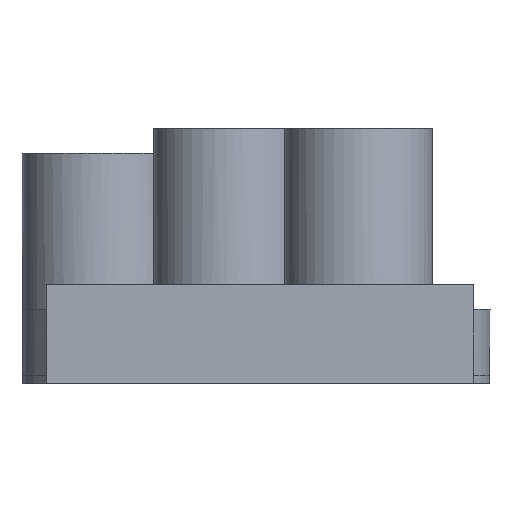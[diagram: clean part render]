
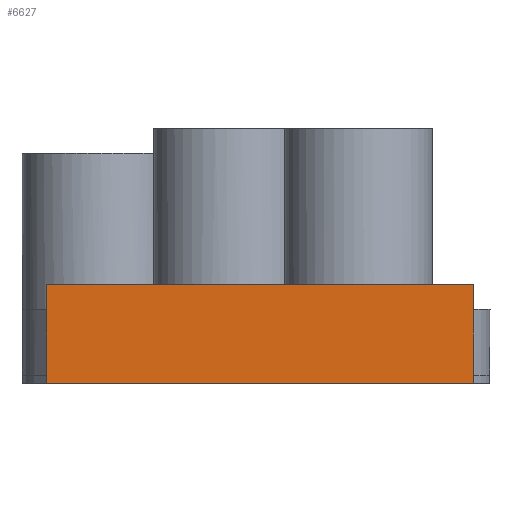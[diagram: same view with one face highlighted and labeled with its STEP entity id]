
A CAD part, left-side view. The second image highlights one B-rep face of the part: STEP entity #6627.
In plain terms, the highlighted free-form (B-spline) face has degree [1, 2] with [2, 3] control points.
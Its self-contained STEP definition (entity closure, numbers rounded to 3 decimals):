
#5303 = B_SPLINE_SURFACE_WITH_KNOTS('',1,1,(
    (#5304,#5305)
    ,(#5306,#5307
    )),.UNSPECIFIED.,.F.,.F.,.F.,(2,2),(2,2),(0.,32.13),(0.,30.52),
  .PIECEWISE_BEZIER_KNOTS.);
#5304 = CARTESIAN_POINT('',(-34.815,-4.26,6.));
#5305 = CARTESIAN_POINT('',(-34.815,26.26,6.));
#5306 = CARTESIAN_POINT('',(-2.685,-4.26,6.));
#5307 = CARTESIAN_POINT('',(-2.685,26.26,6.));
#5570 = B_SPLINE_SURFACE_WITH_KNOTS('',1,1,(
    (#5571,#5572)
    ,(#5573,#5574
    )),.UNSPECIFIED.,.F.,.F.,.F.,(2,2),(2,2),(0.,30.52),(0.,32.13),
  .PIECEWISE_BEZIER_KNOTS.);
#5571 = CARTESIAN_POINT('',(-34.815,-4.26,0.));
#5572 = CARTESIAN_POINT('',(-2.685,-4.26,0.));
#5573 = CARTESIAN_POINT('',(-34.815,26.26,0.));
#5574 = CARTESIAN_POINT('',(-2.685,26.26,0.));
#6509 = EDGE_CURVE('',#6510,#6512,#6514,.T.);
#6510 = VERTEX_POINT('',#6511);
#6511 = CARTESIAN_POINT('',(-34.5,26.,6.));
#6512 = VERTEX_POINT('',#6513);
#6513 = CARTESIAN_POINT('',(-34.5,26.,0.));
#6514 = SURFACE_CURVE('',#6515,(#6519,#6536),.PCURVE_S1.);
#6515 = LINE('',#6516,#6517);
#6516 = CARTESIAN_POINT('',(-34.5,26.,0.));
#6517 = VECTOR('',#6518,1.);
#6518 = DIRECTION('',(0.,0.,-1.));
#6519 = PCURVE('',#6520,#6531);
#6520 = ( BOUNDED_SURFACE() B_SPLINE_SURFACE(1,2,(
    (#6521,#6522,#6523,#6524,#6525)
    ,(#6526,#6527,#6528,#6529,#6530
)),.UNSPECIFIED.,.F.,.F.,.F.) B_SPLINE_SURFACE_WITH_KNOTS((2,2),(3,2,3),
  (0.,6.),(-31.695,-6.615,-0.58),
.UNSPECIFIED.) GEOMETRIC_REPRESENTATION_ITEM() RATIONAL_B_SPLINE_SURFACE
((
    (1.,1.,1.,0.783,1.)
,(1.,1.,1.,0.783,1.))) REPRESENTATION_ITEM('') SURFACE() );
#6521 = CARTESIAN_POINT('',(-34.5,26.,0.));
#6522 = CARTESIAN_POINT('',(-22.024,24.739,0.));
#6523 = CARTESIAN_POINT('',(-9.547,23.477,0.));
#6524 = CARTESIAN_POINT('',(-5.996,23.118,0.));
#6525 = CARTESIAN_POINT('',(-5.537,19.578,0.));
#6526 = CARTESIAN_POINT('',(-34.5,26.,6.));
#6527 = CARTESIAN_POINT('',(-22.024,24.739,6.));
#6528 = CARTESIAN_POINT('',(-9.547,23.477,6.));
#6529 = CARTESIAN_POINT('',(-5.996,23.118,6.));
#6530 = CARTESIAN_POINT('',(-5.537,19.578,6.));
#6531 = DEFINITIONAL_REPRESENTATION('',(#6532),#6535);
#6532 = B_SPLINE_CURVE_WITH_KNOTS('',1,(#6533,#6534),.UNSPECIFIED.,.F.,
  .F.,(2,2),(-6.,-0.),.PIECEWISE_BEZIER_KNOTS.);
#6533 = CARTESIAN_POINT('',(6.,-31.695));
#6534 = CARTESIAN_POINT('',(0.,-31.695));
#6535 = ( GEOMETRIC_REPRESENTATION_CONTEXT(2) 
PARAMETRIC_REPRESENTATION_CONTEXT() REPRESENTATION_CONTEXT('2D SPACE',''
  ) );
#6536 = PCURVE('',#6537,#6544);
#6537 = B_SPLINE_SURFACE_WITH_KNOTS('',1,2,(
    (#6538,#6539,#6540)
    ,(#6541,#6542,#6543
  )),.UNSPECIFIED.,.F.,.F.,.F.,(2,2),(3,3),(0.,6.),(-57.695,
    -31.695),.PIECEWISE_BEZIER_KNOTS.);
#6538 = CARTESIAN_POINT('',(-34.5,0.,0.));
#6539 = CARTESIAN_POINT('',(-34.5,13.,0.));
#6540 = CARTESIAN_POINT('',(-34.5,26.,0.));
#6541 = CARTESIAN_POINT('',(-34.5,0.,6.));
#6542 = CARTESIAN_POINT('',(-34.5,13.,6.));
#6543 = CARTESIAN_POINT('',(-34.5,26.,6.));
#6544 = DEFINITIONAL_REPRESENTATION('',(#6545),#6548);
#6545 = B_SPLINE_CURVE_WITH_KNOTS('',1,(#6546,#6547),.UNSPECIFIED.,.F.,
  .F.,(2,2),(-6.,-0.),.PIECEWISE_BEZIER_KNOTS.);
#6546 = CARTESIAN_POINT('',(6.,-31.695));
#6547 = CARTESIAN_POINT('',(0.,-31.695));
#6548 = ( GEOMETRIC_REPRESENTATION_CONTEXT(2) 
PARAMETRIC_REPRESENTATION_CONTEXT() REPRESENTATION_CONTEXT('2D SPACE',''
  ) );
#6627 = ADVANCED_FACE('',(#6628),#6537,.T.);
#6628 = FACE_BOUND('',#6629,.T.);
#6629 = EDGE_LOOP('',(#6630,#6660,#6680,#6681));
#6630 = ORIENTED_EDGE('',*,*,#6631,.F.);
#6631 = EDGE_CURVE('',#6632,#6634,#6636,.T.);
#6632 = VERTEX_POINT('',#6633);
#6633 = CARTESIAN_POINT('',(-34.5,0.,6.));
#6634 = VERTEX_POINT('',#6635);
#6635 = CARTESIAN_POINT('',(-34.5,0.,0.));
#6636 = SURFACE_CURVE('',#6637,(#6641,#6647),.PCURVE_S1.);
#6637 = LINE('',#6638,#6639);
#6638 = CARTESIAN_POINT('',(-34.5,0.,0.));
#6639 = VECTOR('',#6640,1.);
#6640 = DIRECTION('',(0.,0.,-1.));
#6641 = PCURVE('',#6537,#6642);
#6642 = DEFINITIONAL_REPRESENTATION('',(#6643),#6646);
#6643 = B_SPLINE_CURVE_WITH_KNOTS('',1,(#6644,#6645),.UNSPECIFIED.,.F.,
  .F.,(2,2),(-6.,-0.),.PIECEWISE_BEZIER_KNOTS.);
#6644 = CARTESIAN_POINT('',(6.,-57.695));
#6645 = CARTESIAN_POINT('',(0.,-57.695));
#6646 = ( GEOMETRIC_REPRESENTATION_CONTEXT(2) 
PARAMETRIC_REPRESENTATION_CONTEXT() REPRESENTATION_CONTEXT('2D SPACE',''
  ) );
#6647 = PCURVE('',#6648,#6655);
#6648 = B_SPLINE_SURFACE_WITH_KNOTS('',1,2,(
    (#6649,#6650,#6651)
    ,(#6652,#6653,#6654
  )),.UNSPECIFIED.,.F.,.F.,.F.,(2,2),(3,3),(0.,6.),(-89.195,
    -57.695),.PIECEWISE_BEZIER_KNOTS.);
#6649 = CARTESIAN_POINT('',(-3.,0.,0.));
#6650 = CARTESIAN_POINT('',(-18.75,0.,0.));
#6651 = CARTESIAN_POINT('',(-34.5,0.,0.));
#6652 = CARTESIAN_POINT('',(-3.,0.,6.));
#6653 = CARTESIAN_POINT('',(-18.75,0.,6.));
#6654 = CARTESIAN_POINT('',(-34.5,0.,6.));
#6655 = DEFINITIONAL_REPRESENTATION('',(#6656),#6659);
#6656 = B_SPLINE_CURVE_WITH_KNOTS('',1,(#6657,#6658),.UNSPECIFIED.,.F.,
  .F.,(2,2),(-6.,-0.),.PIECEWISE_BEZIER_KNOTS.);
#6657 = CARTESIAN_POINT('',(6.,-57.695));
#6658 = CARTESIAN_POINT('',(0.,-57.695));
#6659 = ( GEOMETRIC_REPRESENTATION_CONTEXT(2) 
PARAMETRIC_REPRESENTATION_CONTEXT() REPRESENTATION_CONTEXT('2D SPACE',''
  ) );
#6660 = ORIENTED_EDGE('',*,*,#6661,.F.);
#6661 = EDGE_CURVE('',#6510,#6632,#6662,.T.);
#6662 = SURFACE_CURVE('',#6663,(#6667,#6673),.PCURVE_S1.);
#6663 = B_SPLINE_CURVE_WITH_KNOTS('',2,(#6664,#6665,#6666),
  .UNSPECIFIED.,.F.,.F.,(3,3),(31.695,57.695),
  .PIECEWISE_BEZIER_KNOTS.);
#6664 = CARTESIAN_POINT('',(-34.5,26.,6.));
#6665 = CARTESIAN_POINT('',(-34.5,13.,6.));
#6666 = CARTESIAN_POINT('',(-34.5,0.,6.));
#6667 = PCURVE('',#6537,#6668);
#6668 = DEFINITIONAL_REPRESENTATION('',(#6669),#6672);
#6669 = B_SPLINE_CURVE_WITH_KNOTS('',1,(#6670,#6671),.UNSPECIFIED.,.F.,
  .F.,(2,2),(31.695,57.695),.PIECEWISE_BEZIER_KNOTS.);
#6670 = CARTESIAN_POINT('',(6.,-31.695));
#6671 = CARTESIAN_POINT('',(6.,-57.695));
#6672 = ( GEOMETRIC_REPRESENTATION_CONTEXT(2) 
PARAMETRIC_REPRESENTATION_CONTEXT() REPRESENTATION_CONTEXT('2D SPACE',''
  ) );
#6673 = PCURVE('',#5303,#6674);
#6674 = DEFINITIONAL_REPRESENTATION('',(#6675),#6679);
#6675 = B_SPLINE_CURVE_WITH_KNOTS('',2,(#6676,#6677,#6678),
  .UNSPECIFIED.,.F.,.F.,(3,3),(31.695,57.695),
  .PIECEWISE_BEZIER_KNOTS.);
#6676 = CARTESIAN_POINT('',(0.315,30.26));
#6677 = CARTESIAN_POINT('',(0.315,17.26));
#6678 = CARTESIAN_POINT('',(0.315,4.26));
#6679 = ( GEOMETRIC_REPRESENTATION_CONTEXT(2) 
PARAMETRIC_REPRESENTATION_CONTEXT() REPRESENTATION_CONTEXT('2D SPACE',''
  ) );
#6680 = ORIENTED_EDGE('',*,*,#6509,.T.);
#6681 = ORIENTED_EDGE('',*,*,#6682,.T.);
#6682 = EDGE_CURVE('',#6512,#6634,#6683,.T.);
#6683 = SURFACE_CURVE('',#6684,(#6688,#6694),.PCURVE_S1.);
#6684 = B_SPLINE_CURVE_WITH_KNOTS('',2,(#6685,#6686,#6687),
  .UNSPECIFIED.,.F.,.F.,(3,3),(31.695,57.695),
  .PIECEWISE_BEZIER_KNOTS.);
#6685 = CARTESIAN_POINT('',(-34.5,26.,0.));
#6686 = CARTESIAN_POINT('',(-34.5,13.,0.));
#6687 = CARTESIAN_POINT('',(-34.5,0.,0.));
#6688 = PCURVE('',#6537,#6689);
#6689 = DEFINITIONAL_REPRESENTATION('',(#6690),#6693);
#6690 = B_SPLINE_CURVE_WITH_KNOTS('',1,(#6691,#6692),.UNSPECIFIED.,.F.,
  .F.,(2,2),(31.695,57.695),.PIECEWISE_BEZIER_KNOTS.);
#6691 = CARTESIAN_POINT('',(0.,-31.695));
#6692 = CARTESIAN_POINT('',(0.,-57.695));
#6693 = ( GEOMETRIC_REPRESENTATION_CONTEXT(2) 
PARAMETRIC_REPRESENTATION_CONTEXT() REPRESENTATION_CONTEXT('2D SPACE',''
  ) );
#6694 = PCURVE('',#5570,#6695);
#6695 = DEFINITIONAL_REPRESENTATION('',(#6696),#6700);
#6696 = B_SPLINE_CURVE_WITH_KNOTS('',2,(#6697,#6698,#6699),
  .UNSPECIFIED.,.F.,.F.,(3,3),(31.695,57.695),
  .PIECEWISE_BEZIER_KNOTS.);
#6697 = CARTESIAN_POINT('',(30.26,0.315));
#6698 = CARTESIAN_POINT('',(17.26,0.315));
#6699 = CARTESIAN_POINT('',(4.26,0.315));
#6700 = ( GEOMETRIC_REPRESENTATION_CONTEXT(2) 
PARAMETRIC_REPRESENTATION_CONTEXT() REPRESENTATION_CONTEXT('2D SPACE',''
  ) );
